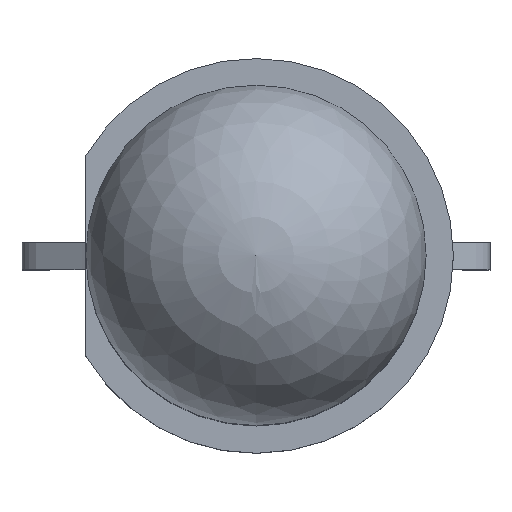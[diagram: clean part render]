
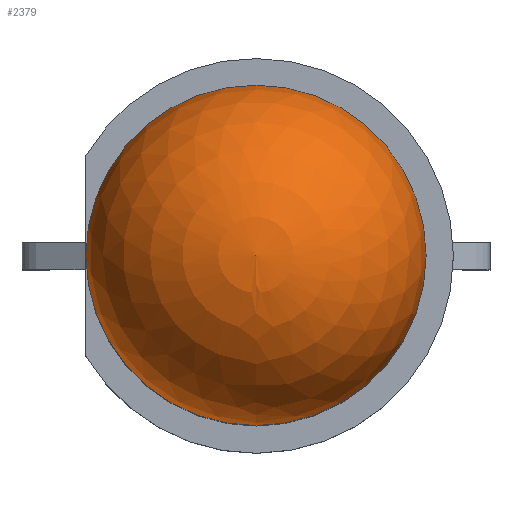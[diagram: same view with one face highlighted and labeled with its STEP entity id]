
A CAD part, top view. The second image highlights one B-rep face of the part: STEP entity #2379.
In plain terms, the highlighted spherical face has radius 2.5 mm.
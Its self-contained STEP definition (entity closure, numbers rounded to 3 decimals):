
#653 = VERTEX_POINT('',#654);
#654 = CARTESIAN_POINT('',(5.75,0.,8.1));
#663 = EDGE_CURVE('',#653,#664,#666,.T.);
#664 = VERTEX_POINT('',#665);
#665 = CARTESIAN_POINT('',(3.25,-2.5,8.1));
#666 = CIRCLE('',#667,2.5);
#667 = AXIS2_PLACEMENT_3D('',#668,#669,#670);
#668 = CARTESIAN_POINT('',(3.25,0.,8.1));
#669 = DIRECTION('',(0.,0.,1.));
#670 = DIRECTION('',(1.,0.,0.));
#672 = EDGE_CURVE('',#664,#653,#673,.T.);
#673 = CIRCLE('',#674,2.5);
#674 = AXIS2_PLACEMENT_3D('',#675,#676,#677);
#675 = CARTESIAN_POINT('',(3.25,0.,8.1));
#676 = DIRECTION('',(0.,0.,1.));
#677 = DIRECTION('',(1.,0.,0.));
#2379 = ADVANCED_FACE('',(#2380),#2394,.T.);
#2380 = FACE_BOUND('',#2381,.F.);
#2381 = EDGE_LOOP('',(#2382,#2391,#2392,#2393));
#2382 = ORIENTED_EDGE('',*,*,#2383,.F.);
#2383 = EDGE_CURVE('',#2384,#664,#2386,.T.);
#2384 = VERTEX_POINT('',#2385);
#2385 = CARTESIAN_POINT('',(3.25,0.,10.6));
#2386 = CIRCLE('',#2387,2.5);
#2387 = AXIS2_PLACEMENT_3D('',#2388,#2389,#2390);
#2388 = CARTESIAN_POINT('',(3.25,0.,8.1));
#2389 = DIRECTION('',(1.,0.,0.));
#2390 = DIRECTION('',(0.,1.,0.));
#2391 = ORIENTED_EDGE('',*,*,#2383,.T.);
#2392 = ORIENTED_EDGE('',*,*,#663,.F.);
#2393 = ORIENTED_EDGE('',*,*,#672,.F.);
#2394 = SPHERICAL_SURFACE('',#2395,2.5);
#2395 = AXIS2_PLACEMENT_3D('',#2396,#2397,#2398);
#2396 = CARTESIAN_POINT('',(3.25,0.,8.1));
#2397 = DIRECTION('',(0.,0.,-1.));
#2398 = DIRECTION('',(0.,-1.,0.));
